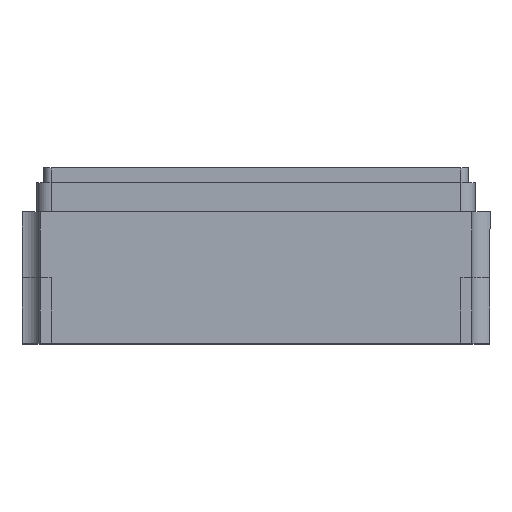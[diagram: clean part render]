
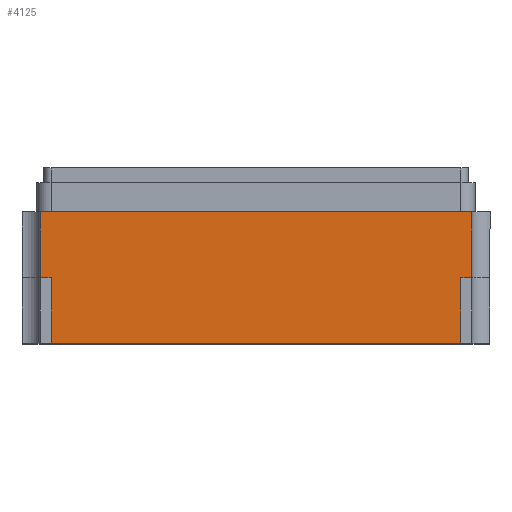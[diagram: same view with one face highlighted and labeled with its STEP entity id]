
A CAD part, top view. The second image highlights one B-rep face of the part: STEP entity #4125.
In plain terms, the highlighted planar face has unit normal (0, 0, 1).
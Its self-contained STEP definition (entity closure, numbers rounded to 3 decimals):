
#107 = ORIENTED_EDGE ( 'NONE', *, *, #2040, .T. ) ;
#200 = CARTESIAN_POINT ( 'NONE',  ( -1.4, 0.45, 1.25 ) ) ;
#256 = ORIENTED_EDGE ( 'NONE', *, *, #2570, .F. ) ;
#370 = CARTESIAN_POINT ( 'NONE',  ( 1.475, 0.45, 1.25 ) ) ;
#471 = CARTESIAN_POINT ( 'NONE',  ( 0., 0., 1.25 ) ) ;
#550 = VECTOR ( 'NONE', #3616, 1000. ) ;
#597 = ORIENTED_EDGE ( 'NONE', *, *, #2057, .F. ) ;
#667 = DIRECTION ( 'NONE',  ( -1., 0., 0. ) ) ;
#679 = ORIENTED_EDGE ( 'NONE', *, *, #1542, .T. ) ;
#713 = VERTEX_POINT ( 'NONE', #370 ) ;
#732 = VECTOR ( 'NONE', #667, 1000. ) ;
#810 = DIRECTION ( 'NONE',  ( -1., 0., 0. ) ) ;
#833 = VECTOR ( 'NONE', #2382, 1000. ) ;
#903 = VERTEX_POINT ( 'NONE', #3956 ) ;
#924 = DIRECTION ( 'NONE',  ( 0., -1., 0. ) ) ;
#999 = LINE ( 'NONE', #471, #2454 ) ;
#1133 = VERTEX_POINT ( 'NONE', #2947 ) ;
#1144 = EDGE_CURVE ( 'NONE', #1133, #1837, #3738, .T. ) ;
#1193 = VERTEX_POINT ( 'NONE', #3317 ) ;
#1198 = VECTOR ( 'NONE', #4246, 1000. ) ;
#1200 = CARTESIAN_POINT ( 'NONE',  ( 1.4, 0.45, 1.25 ) ) ;
#1231 = DIRECTION ( 'NONE',  ( 0., 0., -1. ) ) ;
#1300 = ORIENTED_EDGE ( 'NONE', *, *, #4107, .F. ) ;
#1357 = CARTESIAN_POINT ( 'NONE',  ( 1.4, 0., 1.25 ) ) ;
#1529 = CARTESIAN_POINT ( 'NONE',  ( -1.4, 0.45, 1.25 ) ) ;
#1534 = VERTEX_POINT ( 'NONE', #1200 ) ;
#1542 = EDGE_CURVE ( 'NONE', #2060, #2858, #999, .T. ) ;
#1837 = VERTEX_POINT ( 'NONE', #3047 ) ;
#1862 = CARTESIAN_POINT ( 'NONE',  ( 1.4, 0.45, 1.25 ) ) ;
#1876 = CARTESIAN_POINT ( 'NONE',  ( -1.4, 0., 1.25 ) ) ;
#1901 = LINE ( 'NONE', #1529, #3343 ) ;
#1909 = VECTOR ( 'NONE', #924, 1000. ) ;
#1951 = LINE ( 'NONE', #200, #3368 ) ;
#1965 = LINE ( 'NONE', #3673, #550 ) ;
#2040 = EDGE_CURVE ( 'NONE', #1193, #2060, #1901, .T. ) ;
#2057 = EDGE_CURVE ( 'NONE', #1837, #713, #3376, .T. ) ;
#2060 = VERTEX_POINT ( 'NONE', #1876 ) ;
#2105 = FACE_OUTER_BOUND ( 'NONE', #2391, .T. ) ;
#2117 = DIRECTION ( 'NONE',  ( -1., 0., 0. ) ) ;
#2127 = ORIENTED_EDGE ( 'NONE', *, *, #1144, .F. ) ;
#2150 = EDGE_CURVE ( 'NONE', #1133, #903, #1965, .T. ) ;
#2382 = DIRECTION ( 'NONE',  ( 1., 0., 0. ) ) ;
#2391 = EDGE_LOOP ( 'NONE', ( #679, #2814, #1300, #597, #2127, #4136, #256, #107 ) ) ;
#2454 = VECTOR ( 'NONE', #3706, 1000. ) ;
#2570 = EDGE_CURVE ( 'NONE', #1193, #903, #1951, .T. ) ;
#2600 = LINE ( 'NONE', #1862, #1198 ) ;
#2760 = CARTESIAN_POINT ( 'NONE',  ( 0., 0.9, 1.25 ) ) ;
#2814 = ORIENTED_EDGE ( 'NONE', *, *, #3625, .F. ) ;
#2858 = VERTEX_POINT ( 'NONE', #1357 ) ;
#2947 = CARTESIAN_POINT ( 'NONE',  ( -1.475, 0.9, 1.25 ) ) ;
#3008 = CARTESIAN_POINT ( 'NONE',  ( 0., 0.9, 1.25 ) ) ;
#3047 = CARTESIAN_POINT ( 'NONE',  ( 1.475, 0.9, 1.25 ) ) ;
#3088 = PLANE ( 'NONE',  #3091 ) ;
#3091 = AXIS2_PLACEMENT_3D ( 'NONE', #2760, #1231, #810 ) ;
#3317 = CARTESIAN_POINT ( 'NONE',  ( -1.4, 0.45, 1.25 ) ) ;
#3343 = VECTOR ( 'NONE', #3586, 1000. ) ;
#3368 = VECTOR ( 'NONE', #2117, 1000. ) ;
#3376 = LINE ( 'NONE', #3514, #1909 ) ;
#3514 = CARTESIAN_POINT ( 'NONE',  ( 1.475, 0.9, 1.25 ) ) ;
#3586 = DIRECTION ( 'NONE',  ( 0., -1., 0. ) ) ;
#3594 = LINE ( 'NONE', #4059, #732 ) ;
#3616 = DIRECTION ( 'NONE',  ( 0., -1., 0. ) ) ;
#3625 = EDGE_CURVE ( 'NONE', #1534, #2858, #2600, .T. ) ;
#3673 = CARTESIAN_POINT ( 'NONE',  ( -1.475, 0.9, 1.25 ) ) ;
#3706 = DIRECTION ( 'NONE',  ( 1., 0., 0. ) ) ;
#3738 = LINE ( 'NONE', #3008, #833 ) ;
#3956 = CARTESIAN_POINT ( 'NONE',  ( -1.475, 0.45, 1.25 ) ) ;
#4059 = CARTESIAN_POINT ( 'NONE',  ( 1.4, 0.45, 1.25 ) ) ;
#4107 = EDGE_CURVE ( 'NONE', #713, #1534, #3594, .T. ) ;
#4125 = ADVANCED_FACE ( 'NONE', ( #2105 ), #3088, .F. ) ;
#4136 = ORIENTED_EDGE ( 'NONE', *, *, #2150, .T. ) ;
#4246 = DIRECTION ( 'NONE',  ( 0., -1., 0. ) ) ;
